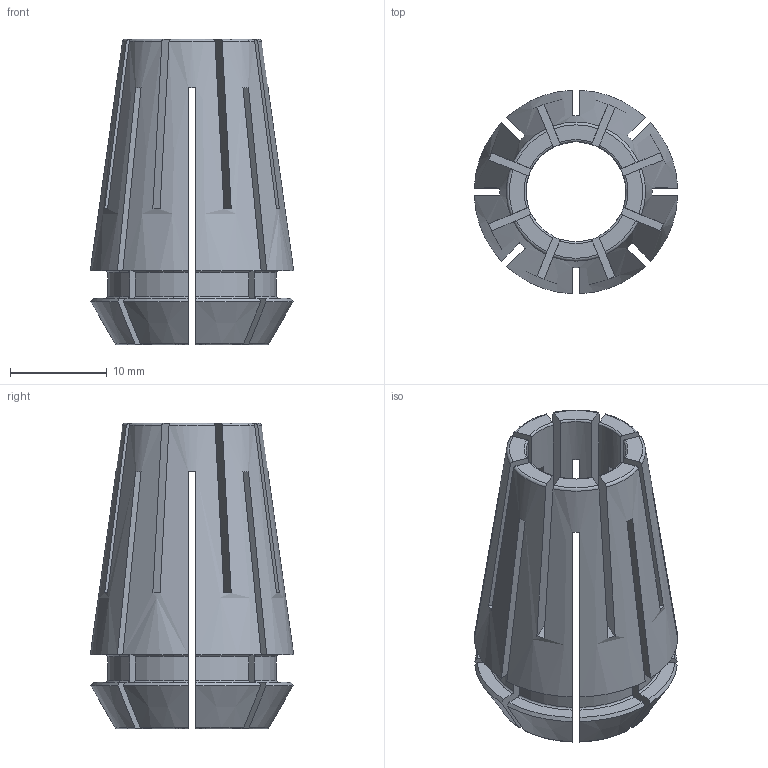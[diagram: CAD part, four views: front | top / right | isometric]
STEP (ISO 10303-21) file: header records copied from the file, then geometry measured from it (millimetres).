
FILE_DESCRIPTION(/* description */ (''),/* implementation_level */ '2;1');
FILE_NAME(/* name */ '122010322.stp',/* time_stamp */ '2021-01-08T12:52:23',/* author */ ('LRA'),/* organization */ ('REGO-FIX'),/* preprocessor_version */ ' Unknown',/* originating_system */ 'SIEMENS PLM Software Solid Edge ST10',/* authorization */ 'Unknown');
FILE_SCHEMA (('AUTOMOTIVE_DESIGN { 1 0 10303 214 2 1 1}'));
Length unit declared in the file: millimetre
Products named in the file (1): NOCUT
Bounding box: 20.98 x 20.98 x 31.5 mm (x, y, z)
Volume: 4207.2 mm3; surface area: 5215.7 mm2
Topology: 1 solids, 1 shells, 154 faces, 461 edges, 307 vertices
Faces by surface type: plane 80, torus 48, cone 17, cylinder 9
Full cylindrical faces by diameter (mm): 10.319 x1
Entity records: 5456 total; most frequent: CARTESIAN_POINT 1422, ORIENTED_EDGE 912, DIRECTION 780, EDGE_CURVE 456, AXIS2_PLACEMENT_3D 310, VERTEX_POINT 304, LINE 160, VECTOR 160
